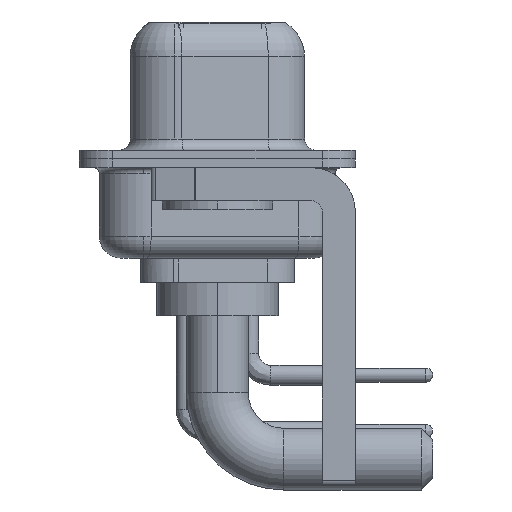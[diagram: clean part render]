
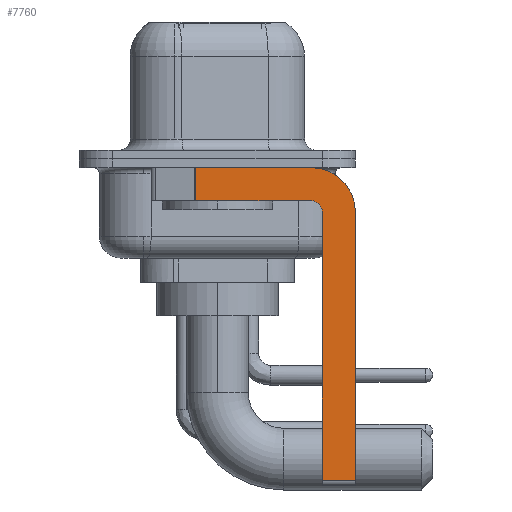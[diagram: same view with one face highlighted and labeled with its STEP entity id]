
A CAD part, left-side view. The second image highlights one B-rep face of the part: STEP entity #7760.
In plain terms, the highlighted planar face has unit normal (-1, 0, 0).
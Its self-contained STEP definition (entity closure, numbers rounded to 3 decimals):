
#528 = ORIENTED_EDGE ( 'NONE', *, *, #18013, .F. ) ;
#945 = DIRECTION ( 'NONE',  ( 0., 0., -1. ) ) ;
#1068 = AXIS2_PLACEMENT_3D ( 'NONE', #24291, #22534, #5492 ) ;
#1083 = VERTEX_POINT ( 'NONE', #15197 ) ;
#1515 = VERTEX_POINT ( 'NONE', #8967 ) ;
#1615 = DIRECTION ( 'NONE',  ( 0., 0., -1. ) ) ;
#1786 = ORIENTED_EDGE ( 'NONE', *, *, #8695, .F. ) ;
#1907 = EDGE_CURVE ( 'NONE', #11637, #7497, #8562, .T. ) ;
#3351 = LINE ( 'NONE', #7328, #22616 ) ;
#5117 = VERTEX_POINT ( 'NONE', #7259 ) ;
#5315 = DIRECTION ( 'NONE',  ( 0., -1., 0. ) ) ;
#5492 = DIRECTION ( 'NONE',  ( 0., 0., -1. ) ) ;
#6342 = VECTOR ( 'NONE', #14718, 1000. ) ;
#6575 = CARTESIAN_POINT ( 'NONE',  ( -2.9, -4.75, -14.8 ) ) ;
#6660 = CIRCLE ( 'NONE', #14129, 0.5 ) ;
#6690 = VERTEX_POINT ( 'NONE', #16533 ) ;
#6989 = FACE_OUTER_BOUND ( 'NONE', #15039, .T. ) ;
#7218 = EDGE_CURVE ( 'NONE', #6690, #1515, #17447, .T. ) ;
#7259 = CARTESIAN_POINT ( 'NONE',  ( -2.9, -4.25, -1.9 ) ) ;
#7328 = CARTESIAN_POINT ( 'NONE',  ( -2.9, -4.25, -1.9 ) ) ;
#7497 = VERTEX_POINT ( 'NONE', #18129 ) ;
#7760 = ADVANCED_FACE ( 'NONE', ( #6989 ), #18286, .F. ) ;
#8562 = LINE ( 'NONE', #6575, #13543 ) ;
#8629 = LINE ( 'NONE', #10249, #15753 ) ;
#8694 = DIRECTION ( 'NONE',  ( 0., 0., 1. ) ) ;
#8695 = EDGE_CURVE ( 'NONE', #22710, #6690, #19689, .T. ) ;
#8958 = CARTESIAN_POINT ( 'NONE',  ( -2.9, -4.75, -14.55 ) ) ;
#8967 = CARTESIAN_POINT ( 'NONE',  ( -2.9, -6.25, -14.55 ) ) ;
#9098 = DIRECTION ( 'NONE',  ( 0., 0., 1. ) ) ;
#10249 = CARTESIAN_POINT ( 'NONE',  ( -2.9, 0.978, -1.9 ) ) ;
#10690 = VECTOR ( 'NONE', #5315, 1000. ) ;
#11382 = ORIENTED_EDGE ( 'NONE', *, *, #1907, .F. ) ;
#11390 = CARTESIAN_POINT ( 'NONE',  ( -2.9, 3., -0.4 ) ) ;
#11637 = VERTEX_POINT ( 'NONE', #8958 ) ;
#11795 = DIRECTION ( 'NONE',  ( 0., 1., 0. ) ) ;
#11894 = ORIENTED_EDGE ( 'NONE', *, *, #20324, .F. ) ;
#12311 = CARTESIAN_POINT ( 'NONE',  ( -2.9, -4.25, -2.4 ) ) ;
#12540 = AXIS2_PLACEMENT_3D ( 'NONE', #12311, #21413, #15904 ) ;
#12617 = LINE ( 'NONE', #18700, #6342 ) ;
#12926 = VECTOR ( 'NONE', #1615, 1000. ) ;
#13543 = VECTOR ( 'NONE', #8694, 1000. ) ;
#14129 = AXIS2_PLACEMENT_3D ( 'NONE', #14673, #18532, #9098 ) ;
#14673 = CARTESIAN_POINT ( 'NONE',  ( -2.9, -4.25, -2.4 ) ) ;
#14718 = DIRECTION ( 'NONE',  ( 0., -1., 0. ) ) ;
#15039 = EDGE_LOOP ( 'NONE', ( #16453, #20485, #11894, #528, #11382, #15944, #15139, #1786 ) ) ;
#15139 = ORIENTED_EDGE ( 'NONE', *, *, #7218, .F. ) ;
#15197 = CARTESIAN_POINT ( 'NONE',  ( -2.9, 0.978, -1.9 ) ) ;
#15357 = CARTESIAN_POINT ( 'NONE',  ( -2.9, -6.25, -2.4 ) ) ;
#15753 = VECTOR ( 'NONE', #945, 1000. ) ;
#15904 = DIRECTION ( 'NONE',  ( 0., 0., -1. ) ) ;
#15944 = ORIENTED_EDGE ( 'NONE', *, *, #21049, .T. ) ;
#16453 = ORIENTED_EDGE ( 'NONE', *, *, #20608, .F. ) ;
#16533 = CARTESIAN_POINT ( 'NONE',  ( -2.9, -6.25, -2.4 ) ) ;
#16816 = CARTESIAN_POINT ( 'NONE',  ( -2.9, 0.978, -0.4 ) ) ;
#17447 = LINE ( 'NONE', #15357, #12926 ) ;
#17473 = EDGE_CURVE ( 'NONE', #22554, #1083, #8629, .T. ) ;
#18013 = EDGE_CURVE ( 'NONE', #7497, #5117, #6660, .T. ) ;
#18129 = CARTESIAN_POINT ( 'NONE',  ( -2.9, -4.75, -2.4 ) ) ;
#18286 = PLANE ( 'NONE',  #1068 ) ;
#18532 = DIRECTION ( 'NONE',  ( -1., 0., 0. ) ) ;
#18700 = CARTESIAN_POINT ( 'NONE',  ( -2.9, -4.25, -14.55 ) ) ;
#19689 = CIRCLE ( 'NONE', #12540, 2. ) ;
#20324 = EDGE_CURVE ( 'NONE', #5117, #1083, #3351, .T. ) ;
#20358 = LINE ( 'NONE', #11390, #10690 ) ;
#20485 = ORIENTED_EDGE ( 'NONE', *, *, #17473, .T. ) ;
#20608 = EDGE_CURVE ( 'NONE', #22554, #22710, #20358, .T. ) ;
#21049 = EDGE_CURVE ( 'NONE', #11637, #1515, #12617, .T. ) ;
#21088 = CARTESIAN_POINT ( 'NONE',  ( -2.9, -4.25, -0.4 ) ) ;
#21413 = DIRECTION ( 'NONE',  ( 1., 0., 0. ) ) ;
#22534 = DIRECTION ( 'NONE',  ( 1., 0., 0. ) ) ;
#22554 = VERTEX_POINT ( 'NONE', #16816 ) ;
#22616 = VECTOR ( 'NONE', #11795, 1000. ) ;
#22710 = VERTEX_POINT ( 'NONE', #21088 ) ;
#24291 = CARTESIAN_POINT ( 'NONE',  ( -2.9, -4.25, -2.4 ) ) ;
